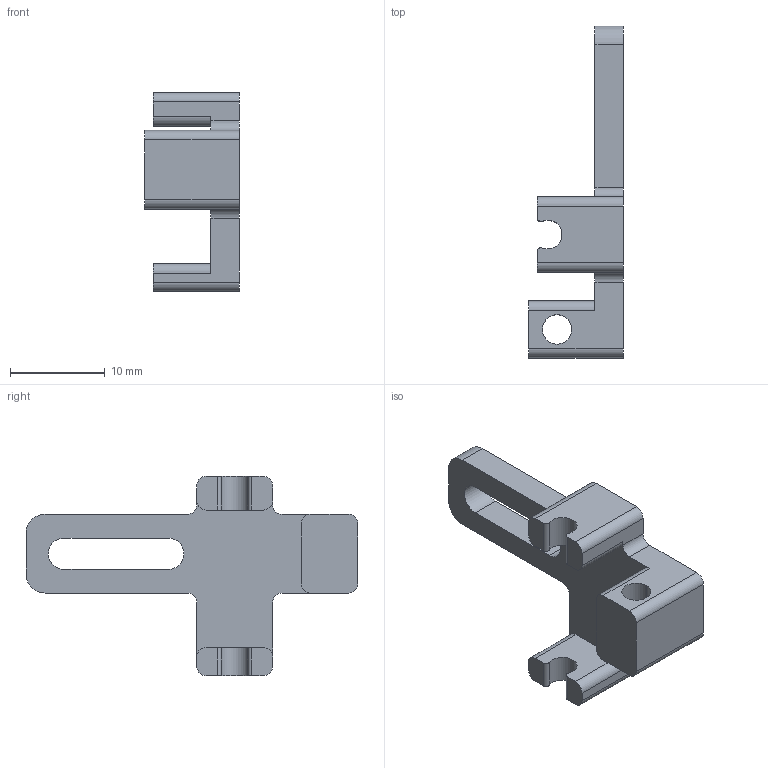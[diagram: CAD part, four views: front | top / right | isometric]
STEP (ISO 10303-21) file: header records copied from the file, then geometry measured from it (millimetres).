
FILE_DESCRIPTION (( 'STEP AP203' ), '1' );
FILE_NAME ('TT_E_4.STEP', '2023-09-07T01:53:51', ( 'Leo' ), ( '' ), 'SwSTEP 2.0', 'SolidWorks 2018', '' );
FILE_SCHEMA (( 'CONFIG_CONTROL_DESIGN' ));
Length unit declared in the file: millimetre
Products named in the file (1): TT_E_4
Bounding box: 10 x 35 x 21 mm (x, y, z)
Volume: 1577.1 mm3; surface area: 1610.5 mm2
Topology: 1 solids, 1 shells, 52 faces, 150 edges, 100 vertices
Faces by surface type: cylinder 28, plane 24
Entity records: 1815 total; most frequent: DIRECTION 312, CARTESIAN_POINT 303, ORIENTED_EDGE 300, EDGE_CURVE 150, AXIS2_PLACEMENT_3D 109, VERTEX_POINT 100, VECTOR 94, LINE 94
